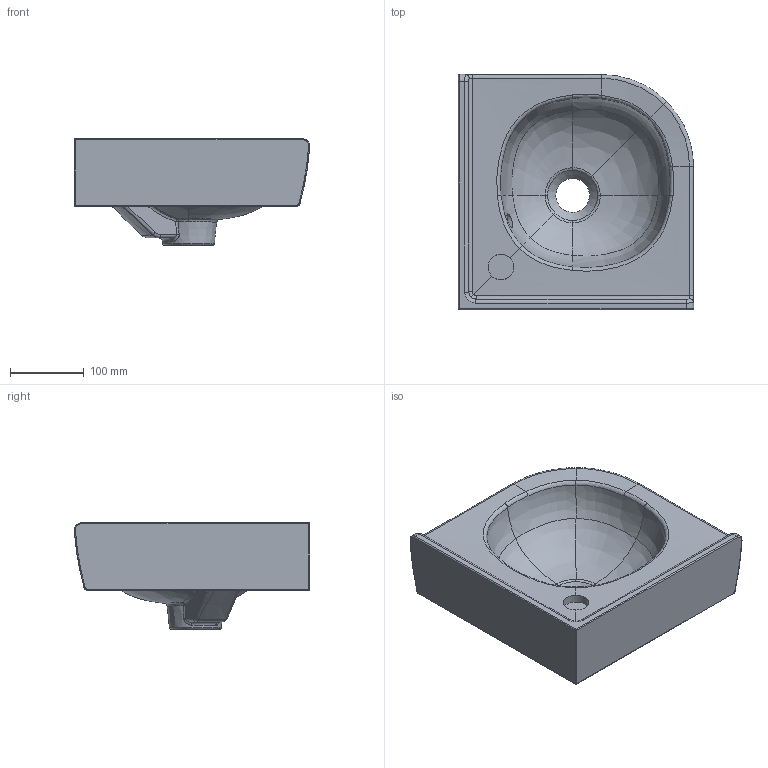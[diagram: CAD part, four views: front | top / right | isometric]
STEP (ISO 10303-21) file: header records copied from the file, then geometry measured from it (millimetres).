
FILE_DESCRIPTION(/* description */ (''),/* implementation_level */ '2;1');
FILE_NAME(/* name */ '731032_O.Novo_HWB.stp',/* time_stamp */ '2019-02-22T08:32:15+01:00',/* author */ (''),/* organization */ (''),/* preprocessor_version */ 'ST-DEVELOPER v16',/* originating_system */ 'SIEMENS PLM Software NX 10.0',/* authorisation */ '');
FILE_SCHEMA (('AUTOMOTIVE_DESIGN { 1 0 10303 214 3 1 1 1 }'));
Length unit declared in the file: millimetre
Products named in the file (1): math27C8D09Cbe0q
Bounding box: 320.1 x 320.1 x 145 mm (x, y, z)
Volume: 5352201 mm3; surface area: 343201.7 mm2
Topology: 1 solids, 1 shells, 118 faces, 275 edges, 156 vertices
Faces by surface type: bspline 71, cylinder 19, plane 11, torus 10, sphere 4, cone 3
Full cylindrical faces by diameter (mm): 20.035 x1, 35 x1, 46 x1
Entity records: 11462 total; most frequent: CARTESIAN_POINT 9413, ORIENTED_EDGE 520, DIRECTION 264, EDGE_CURVE 260, VERTEX_POINT 151, B_SPLINE_CURVE_WITH_KNOTS 131, EDGE_LOOP 127, ADVANCED_FACE 118
